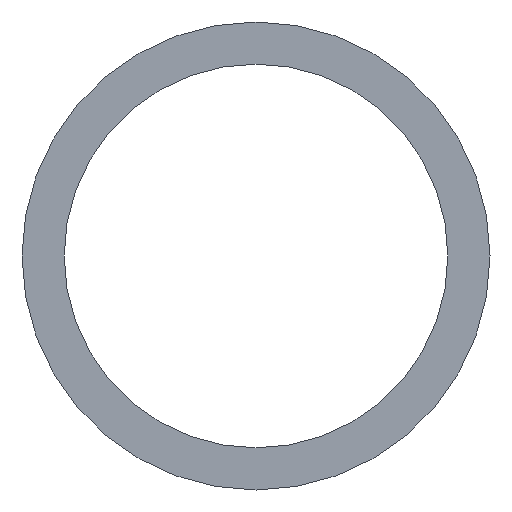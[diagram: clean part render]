
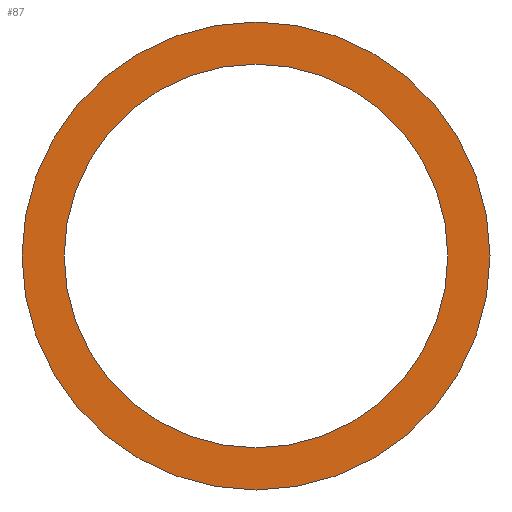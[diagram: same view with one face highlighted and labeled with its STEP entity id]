
A CAD part, front view. The second image highlights one B-rep face of the part: STEP entity #87.
In plain terms, the highlighted planar face has unit normal (0, -1, 0).
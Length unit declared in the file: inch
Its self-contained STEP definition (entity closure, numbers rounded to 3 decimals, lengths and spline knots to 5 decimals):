
#2 = CARTESIAN_POINT ( 'NONE',  ( 0., 0., 0. ) ) ;
#20 = AXIS2_PLACEMENT_3D ( 'NONE', #142, #70, #156 ) ;
#25 = DIRECTION ( 'NONE',  ( 0., 0., 1. ) ) ;
#31 = PLANE ( 'NONE',  #20 ) ;
#37 = DIRECTION ( 'NONE',  ( 0., 0., 1. ) ) ;
#43 = ORIENTED_EDGE ( 'NONE', *, *, #81, .T. ) ;
#45 = AXIS2_PLACEMENT_3D ( 'NONE', #146, #124, #127 ) ;
#50 = DIRECTION ( 'NONE',  ( 0., 1., 0. ) ) ;
#57 = CARTESIAN_POINT ( 'NONE',  ( 0., 0., -0.5 ) ) ;
#60 = DIRECTION ( 'NONE',  ( 0., 0., 1. ) ) ;
#63 = AXIS2_PLACEMENT_3D ( 'NONE', #80, #50, #25 ) ;
#66 = DIRECTION ( 'NONE',  ( 0., 1., 0. ) ) ;
#70 = DIRECTION ( 'NONE',  ( 0., 1., 0. ) ) ;
#72 = EDGE_LOOP ( 'NONE', ( #43, #126 ) ) ;
#74 = CARTESIAN_POINT ( 'NONE',  ( 0., 0., 0. ) ) ;
#80 = CARTESIAN_POINT ( 'NONE',  ( 0., 0., 0. ) ) ;
#81 = EDGE_CURVE ( 'NONE', #145, #141, #153, .T. ) ;
#82 = DIRECTION ( 'NONE',  ( 0., 1., 0. ) ) ;
#86 = AXIS2_PLACEMENT_3D ( 'NONE', #2, #82, #37 ) ;
#87 = ADVANCED_FACE ( 'NONE', ( #131, #152 ), #31, .F. ) ;
#98 = VERTEX_POINT ( 'NONE', #57 ) ;
#101 = AXIS2_PLACEMENT_3D ( 'NONE', #74, #66, #60 ) ;
#102 = CARTESIAN_POINT ( 'NONE',  ( 0., 0., 0.41 ) ) ;
#107 = CARTESIAN_POINT ( 'NONE',  ( 0., 0., -0.41 ) ) ;
#122 = VERTEX_POINT ( 'NONE', #180 ) ;
#123 = EDGE_CURVE ( 'NONE', #141, #145, #160, .T. ) ;
#124 = DIRECTION ( 'NONE',  ( 0., 1., 0. ) ) ;
#126 = ORIENTED_EDGE ( 'NONE', *, *, #123, .T. ) ;
#127 = DIRECTION ( 'NONE',  ( 0., 0., 1. ) ) ;
#129 = ORIENTED_EDGE ( 'NONE', *, *, #205, .F. ) ;
#131 = FACE_OUTER_BOUND ( 'NONE', #224, .T. ) ;
#141 = VERTEX_POINT ( 'NONE', #102 ) ;
#142 = CARTESIAN_POINT ( 'NONE',  ( 0., 0., 0. ) ) ;
#145 = VERTEX_POINT ( 'NONE', #107 ) ;
#146 = CARTESIAN_POINT ( 'NONE',  ( 0., 0., 0. ) ) ;
#152 = FACE_BOUND ( 'NONE', #72, .T. ) ;
#153 = CIRCLE ( 'NONE', #45, 0.41 ) ;
#156 = DIRECTION ( 'NONE',  ( 0., 0., 1. ) ) ;
#160 = CIRCLE ( 'NONE', #101, 0.41 ) ;
#180 = CARTESIAN_POINT ( 'NONE',  ( 0., 0., 0.5 ) ) ;
#188 = CIRCLE ( 'NONE', #86, 0.5 ) ;
#189 = CIRCLE ( 'NONE', #63, 0.5 ) ;
#200 = ORIENTED_EDGE ( 'NONE', *, *, #248, .F. ) ;
#205 = EDGE_CURVE ( 'NONE', #98, #122, #189, .T. ) ;
#224 = EDGE_LOOP ( 'NONE', ( #129, #200 ) ) ;
#248 = EDGE_CURVE ( 'NONE', #122, #98, #188, .T. ) ;
